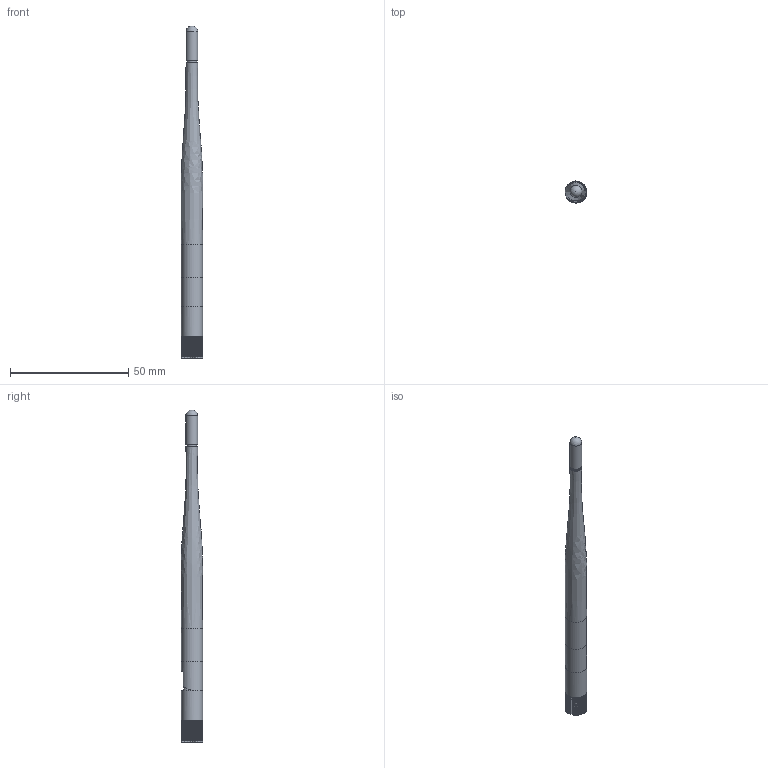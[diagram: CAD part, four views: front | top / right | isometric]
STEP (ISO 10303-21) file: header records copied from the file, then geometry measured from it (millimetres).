
FILE_DESCRIPTION(/* description */ (''),/* implementation_level */ '2;1');
FILE_NAME(/* name */ 'Antena.step',/* time_stamp */ '2018-05-15T18:17:58+01:00',/* author */ ('alu0101106366'),/* organization */ (''),/* preprocessor_version */ 'ST-DEVELOPER v17',/* originating_system */ 'Autodesk Translation Framework v7.1.0.215',/* authorisation */ '');
FILE_SCHEMA (('AUTOMOTIVE_DESIGN { 1 0 10303 214 3 1 1 }'));
Length unit declared in the file: millimetre
Products named in the file (6): Antena; Cilindro exterior; Unión a eje; Eje; Cilindro mayor; Unión a placa
Assembly tree (5 placements, depth 2):
  Antena
    Cilindro exterior
    Unión a eje
    Eje
    Cilindro mayor
    Unión a placa
Bounding box: 9.19 x 9.2 x 140.5 mm (x, y, z)
Volume: 6610.6 mm3; surface area: 4646.6 mm2
Topology: 5 solids, 5 shells, 260 faces, 741 edges, 491 vertices
Faces by surface type: plane 199, cylinder 54, sphere 5, bspline 1, cone 1
Full cylindrical faces by diameter (mm): 2 x2, 4 x1, 5 x1, 7.234 x1, 9 x3
Entity records: 8874 total; most frequent: CARTESIAN_POINT 1739, ORIENTED_EDGE 1478, DIRECTION 1462, EDGE_CURVE 739, LINE 546, VECTOR 546, VERTEX_POINT 491, AXIS2_PLACEMENT_3D 458
